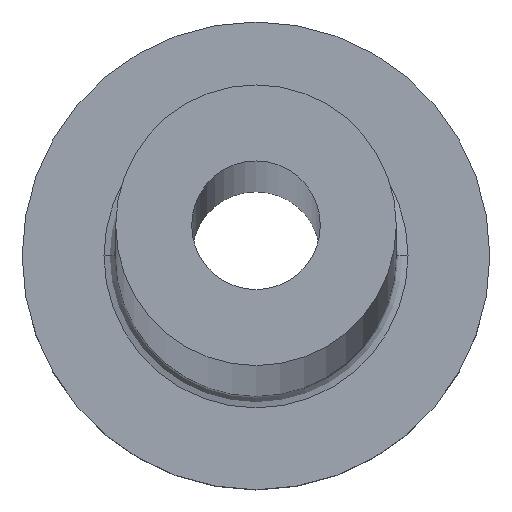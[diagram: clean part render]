
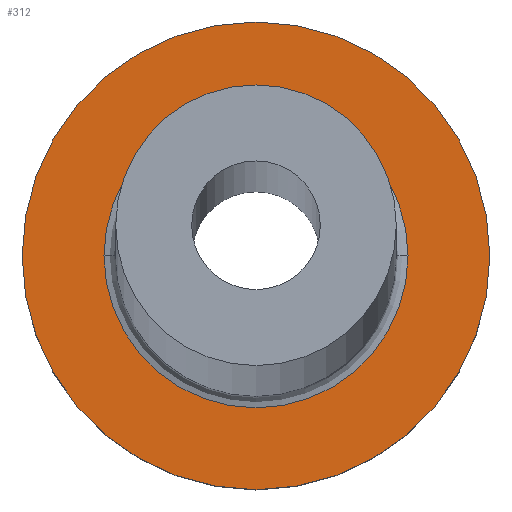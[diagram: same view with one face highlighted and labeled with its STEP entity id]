
A CAD part, top view. The second image highlights one B-rep face of the part: STEP entity #312.
In plain terms, the highlighted planar face has unit normal (0, 0, 1).
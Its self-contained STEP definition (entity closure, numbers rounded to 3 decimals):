
#12 = CIRCLE ( 'NONE', #124, 6.5 ) ;
#18 = DIRECTION ( 'NONE',  ( 1., 0., 0. ) ) ;
#26 = FACE_OUTER_BOUND ( 'NONE', #197, .T. ) ;
#31 = CIRCLE ( 'NONE', #40, 10. ) ;
#37 = DIRECTION ( 'NONE',  ( 1., 0., 0. ) ) ;
#40 = AXIS2_PLACEMENT_3D ( 'NONE', #93, #270, #120 ) ;
#48 = DIRECTION ( 'NONE',  ( 0., 0., -1. ) ) ;
#67 = CARTESIAN_POINT ( 'NONE',  ( 6.5, 0., 7. ) ) ;
#83 = AXIS2_PLACEMENT_3D ( 'NONE', #369, #262, #18 ) ;
#93 = CARTESIAN_POINT ( 'NONE',  ( 0., 0., 7. ) ) ;
#96 = CARTESIAN_POINT ( 'NONE',  ( -6.5, 0., 7. ) ) ;
#100 = EDGE_CURVE ( 'NONE', #113, #144, #185, .T. ) ;
#113 = VERTEX_POINT ( 'NONE', #67 ) ;
#120 = DIRECTION ( 'NONE',  ( 1., 0., 0. ) ) ;
#121 = AXIS2_PLACEMENT_3D ( 'NONE', #123, #322, #37 ) ;
#123 = CARTESIAN_POINT ( 'NONE',  ( 0., 0., 7. ) ) ;
#124 = AXIS2_PLACEMENT_3D ( 'NONE', #160, #48, #277 ) ;
#126 = EDGE_CURVE ( 'NONE', #200, #226, #31, .T. ) ;
#131 = CARTESIAN_POINT ( 'NONE',  ( 0., 0., 7. ) ) ;
#139 = PLANE ( 'NONE',  #83 ) ;
#144 = VERTEX_POINT ( 'NONE', #96 ) ;
#151 = AXIS2_PLACEMENT_3D ( 'NONE', #131, #189, #304 ) ;
#160 = CARTESIAN_POINT ( 'NONE',  ( 0., 0., 7. ) ) ;
#164 = FACE_BOUND ( 'NONE', #344, .T. ) ;
#174 = CIRCLE ( 'NONE', #151, 10. ) ;
#185 = CIRCLE ( 'NONE', #121, 6.5 ) ;
#189 = DIRECTION ( 'NONE',  ( 0., 0., 1. ) ) ;
#197 = EDGE_LOOP ( 'NONE', ( #271, #202 ) ) ;
#200 = VERTEX_POINT ( 'NONE', #281 ) ;
#202 = ORIENTED_EDGE ( 'NONE', *, *, #126, .T. ) ;
#211 = ORIENTED_EDGE ( 'NONE', *, *, #292, .T. ) ;
#226 = VERTEX_POINT ( 'NONE', #363 ) ;
#262 = DIRECTION ( 'NONE',  ( 0., 0., 1. ) ) ;
#270 = DIRECTION ( 'NONE',  ( 0., 0., 1. ) ) ;
#271 = ORIENTED_EDGE ( 'NONE', *, *, #279, .T. ) ;
#277 = DIRECTION ( 'NONE',  ( 1., 0., 0. ) ) ;
#279 = EDGE_CURVE ( 'NONE', #226, #200, #174, .T. ) ;
#281 = CARTESIAN_POINT ( 'NONE',  ( 10., 0., 7. ) ) ;
#287 = ORIENTED_EDGE ( 'NONE', *, *, #100, .T. ) ;
#292 = EDGE_CURVE ( 'NONE', #144, #113, #12, .T. ) ;
#304 = DIRECTION ( 'NONE',  ( 1., 0., 0. ) ) ;
#312 = ADVANCED_FACE ( 'NONE', ( #164, #26 ), #139, .T. ) ;
#322 = DIRECTION ( 'NONE',  ( 0., 0., -1. ) ) ;
#344 = EDGE_LOOP ( 'NONE', ( #287, #211 ) ) ;
#363 = CARTESIAN_POINT ( 'NONE',  ( -10., 0., 7. ) ) ;
#369 = CARTESIAN_POINT ( 'NONE',  ( 0., 0., 7. ) ) ;
